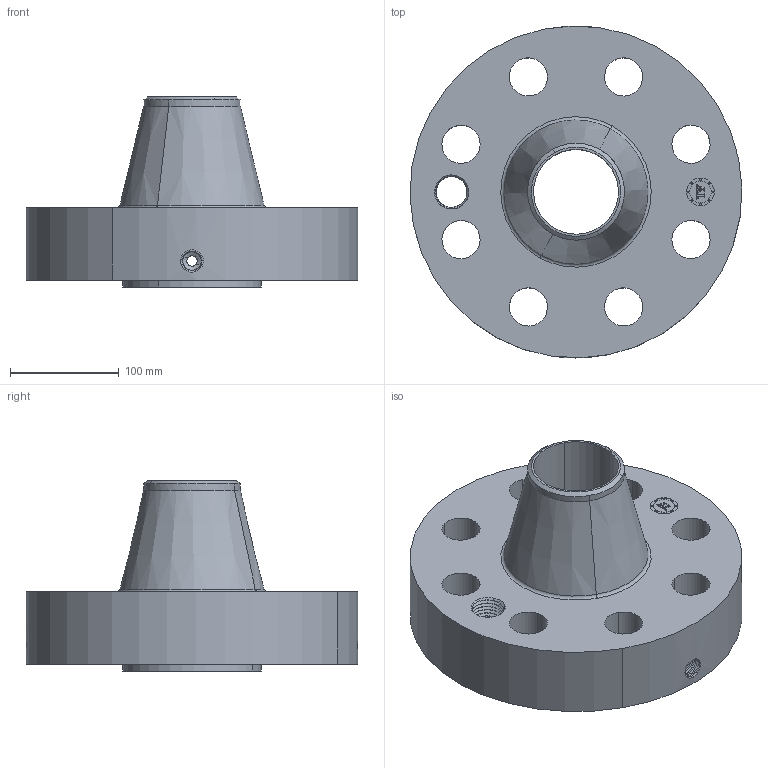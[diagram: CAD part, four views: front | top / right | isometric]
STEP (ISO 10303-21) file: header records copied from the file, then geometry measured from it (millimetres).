
FILE_DESCRIPTION(('3D STEP'),'2;1');
FILE_NAME('3-2500-RF-WELD-NECK-40-ORIF-FLANGE.stp','2013-11-04T04:31:19+00:00',('Texas Flange'),(''),'CATIA Version 5 Release 20 SP 6 (IN-10)','CATIA V5 STEP AP214','800-826-3801');
FILE_SCHEMA(('AUTOMOTIVE_DESIGN { 1 0 10303 214 1 1 1 1 }'));
Length unit declared in the file: inch
Products named in the file (1): 3-2500-RF-WELD-NECK-40-ORIF-FLANGE
Bounding box: 304.72 x 304.8 x 174.5 mm (x, y, z)
Volume: 4484026.5 mm3; surface area: 332811.5 mm2
Topology: 1 solids, 1 shells, 790 faces, 2144 edges, 1375 vertices
Faces by surface type: plane 369, bspline 265, cylinder 100, cone 50, revolution 4, torus 2
Entity records: 33448 total; most frequent: CARTESIAN_POINT 13950, ORIENTED_EDGE 4288, EDGE_CURVE 2144, DIRECTION 2077, VERTEX_POINT 1375, VECTOR 1189, LINE 1189, B_SPLINE_CURVE_WITH_KNOTS 841
